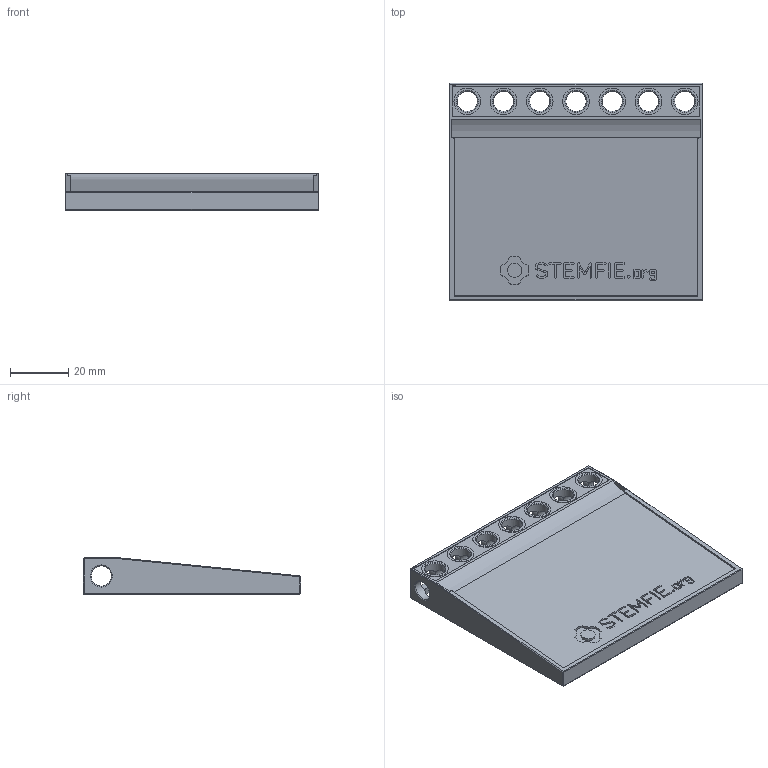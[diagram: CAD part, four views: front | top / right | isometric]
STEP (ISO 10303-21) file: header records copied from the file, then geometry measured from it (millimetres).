
FILE_DESCRIPTION(('FreeCAD Model'),'2;1');
FILE_NAME('Open CASCADE Shape Model','2024-10-31T15:10:29',(''),(''), 'Open CASCADE STEP processor 7.7','FreeCAD','Unknown');
FILE_SCHEMA(('AUTOMOTIVE_DESIGN { 1 0 10303 214 1 1 1 1 }'));
Length unit declared in the file: millimetre
Products named in the file (1): Sign Business Card HLD 85x55mm BU07x06x01 - SPN-SGN-0034 (stemfie.org)
Bounding box: 87.5 x 75 x 12.5 mm (x, y, z)
Volume: 47974.4 mm3; surface area: 22036.7 mm2
Topology: 1 solids, 1 shells, 718 faces, 1957 edges, 1272 vertices
Faces by surface type: plane 378, extrusion 180, bspline 89, cylinder 48, cone 23
Full cylindrical faces by diameter (mm): 7 x36, 9.2 x7
Entity records: 39699 total; most frequent: CARTESIAN_POINT 22672, ORIENTED_EDGE 3914, DIRECTION 2688, EDGE_CURVE 1957, VECTOR 1358, VERTEX_POINT 1272, LINE 1178, FACE_BOUND 793
